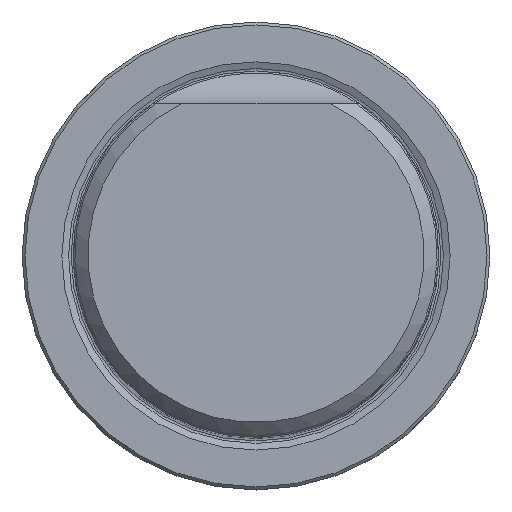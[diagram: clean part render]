
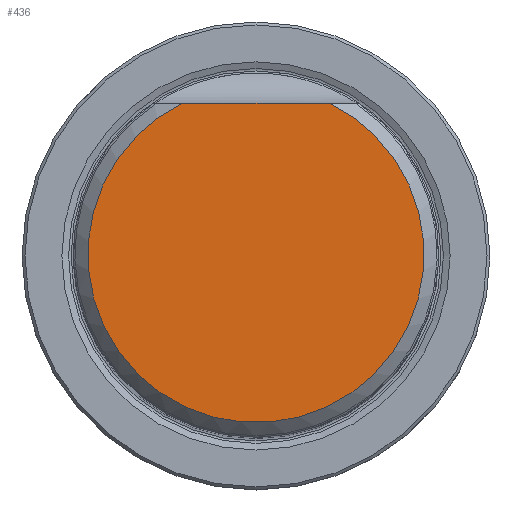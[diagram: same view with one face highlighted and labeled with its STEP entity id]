
A CAD part, top view. The second image highlights one B-rep face of the part: STEP entity #436.
In plain terms, the highlighted planar face has unit normal (0, 0, 1).
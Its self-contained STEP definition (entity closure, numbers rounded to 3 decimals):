
#324=PLANE('',#4564);
#436=ADVANCED_FACE('CU_SU_1',(#737),#324,.F.);
#737=FACE_OUTER_BOUND('',#973,.T.);
#973=EDGE_LOOP('',(#2145,#2146));
#1246=CIRCLE('',#4563,11.497);
#1549=LINE('',#6576,#1771);
#1771=VECTOR('',#5174,1.);
#2145=ORIENTED_EDGE('',*,*,#3758,.F.);
#2146=ORIENTED_EDGE('',*,*,#3759,.F.);
#3325=VERTEX_POINT('',#6574);
#3326=VERTEX_POINT('',#6575);
#3758=EDGE_CURVE('',#3325,#3326,#1246,.T.);
#3759=EDGE_CURVE('',#3326,#3325,#1549,.T.);
#4563=AXIS2_PLACEMENT_3D('',#6573,#5172,#5173);
#4564=AXIS2_PLACEMENT_3D('',#6577,#5175,#5176);
#5172=DIRECTION('',(0.,0.,-1.));
#5173=DIRECTION('',(0.,-1.,0.));
#5174=DIRECTION('',(1.,0.,0.));
#5175=DIRECTION('',(0.,0.,-1.));
#5176=DIRECTION('',(0.,-1.,0.));
#6573=CARTESIAN_POINT('',(0.,0.,56.));
#6574=CARTESIAN_POINT('',(4.999,10.353,56.));
#6575=CARTESIAN_POINT('',(-4.999,10.353,56.));
#6576=CARTESIAN_POINT('',(-12.497,10.353,56.));
#6577=CARTESIAN_POINT('',(0.,0.,56.));
